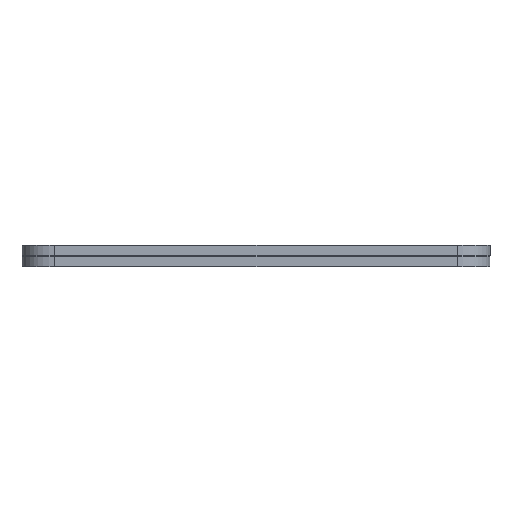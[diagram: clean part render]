
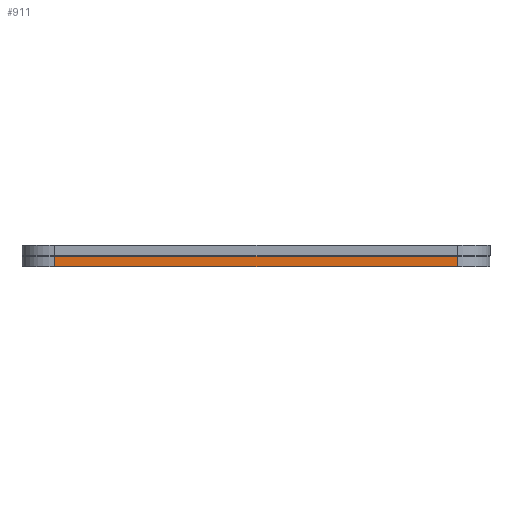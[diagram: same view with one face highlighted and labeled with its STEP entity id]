
A CAD part, front view. The second image highlights one B-rep face of the part: STEP entity #911.
In plain terms, the highlighted planar face has unit normal (0, -1, 0).
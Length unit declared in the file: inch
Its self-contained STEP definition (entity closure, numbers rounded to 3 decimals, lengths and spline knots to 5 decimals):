
#29 = CARTESIAN_POINT ( 'NONE',  ( 2.3125, -2.6875, 0.125 ) ) ;
#77 = CARTESIAN_POINT ( 'NONE',  ( -2.3125, -2.6875, 0.125 ) ) ;
#111 = DIRECTION ( 'NONE',  ( 0., 1., 0. ) ) ;
#164 = VECTOR ( 'NONE', #627, 39.37008 ) ;
#180 = VERTEX_POINT ( 'NONE', #29 ) ;
#228 = VECTOR ( 'NONE', #444, 39.37008 ) ;
#241 = CARTESIAN_POINT ( 'NONE',  ( 2.3125, -2.6875, 0. ) ) ;
#244 = ORIENTED_EDGE ( 'NONE', *, *, #1931, .F. ) ;
#255 = FACE_OUTER_BOUND ( 'NONE', #862, .T. ) ;
#290 = DIRECTION ( 'NONE',  ( 0., 0., 1. ) ) ;
#424 = CARTESIAN_POINT ( 'NONE',  ( -2.6875, -2.6875, 0. ) ) ;
#429 = EDGE_CURVE ( 'NONE', #180, #2074, #2123, .T. ) ;
#444 = DIRECTION ( 'NONE',  ( 1., 0., 0. ) ) ;
#453 = PLANE ( 'NONE',  #482 ) ;
#470 = VERTEX_POINT ( 'NONE', #1347 ) ;
#482 = AXIS2_PLACEMENT_3D ( 'NONE', #1766, #111, #921 ) ;
#582 = CARTESIAN_POINT ( 'NONE',  ( 2.3125, -2.6875, 0.125 ) ) ;
#583 = LINE ( 'NONE', #424, #1940 ) ;
#627 = DIRECTION ( 'NONE',  ( 0., 0., -1. ) ) ;
#767 = ORIENTED_EDGE ( 'NONE', *, *, #1726, .T. ) ;
#809 = CARTESIAN_POINT ( 'NONE',  ( -2.3125, -2.6875, 0.125 ) ) ;
#862 = EDGE_LOOP ( 'NONE', ( #940, #244, #1568, #767 ) ) ;
#911 = ADVANCED_FACE ( 'NONE', ( #255 ), #453, .F. ) ;
#921 = DIRECTION ( 'NONE',  ( 0., 0., 1. ) ) ;
#940 = ORIENTED_EDGE ( 'NONE', *, *, #429, .F. ) ;
#1347 = CARTESIAN_POINT ( 'NONE',  ( -2.3125, -2.6875, 0. ) ) ;
#1350 = VECTOR ( 'NONE', #290, 39.37008 ) ;
#1445 = EDGE_CURVE ( 'NONE', #470, #1656, #1956, .T. ) ;
#1568 = ORIENTED_EDGE ( 'NONE', *, *, #1445, .F. ) ;
#1595 = DIRECTION ( 'NONE',  ( 1., 0., 0. ) ) ;
#1656 = VERTEX_POINT ( 'NONE', #77 ) ;
#1726 = EDGE_CURVE ( 'NONE', #470, #2074, #583, .T. ) ;
#1766 = CARTESIAN_POINT ( 'NONE',  ( -2.6875, -2.6875, 0.125 ) ) ;
#1809 = CARTESIAN_POINT ( 'NONE',  ( -2.6875, -2.6875, 0.125 ) ) ;
#1931 = EDGE_CURVE ( 'NONE', #1656, #180, #2137, .T. ) ;
#1940 = VECTOR ( 'NONE', #1595, 39.37008 ) ;
#1956 = LINE ( 'NONE', #809, #1350 ) ;
#2074 = VERTEX_POINT ( 'NONE', #241 ) ;
#2123 = LINE ( 'NONE', #582, #164 ) ;
#2137 = LINE ( 'NONE', #1809, #228 ) ;
